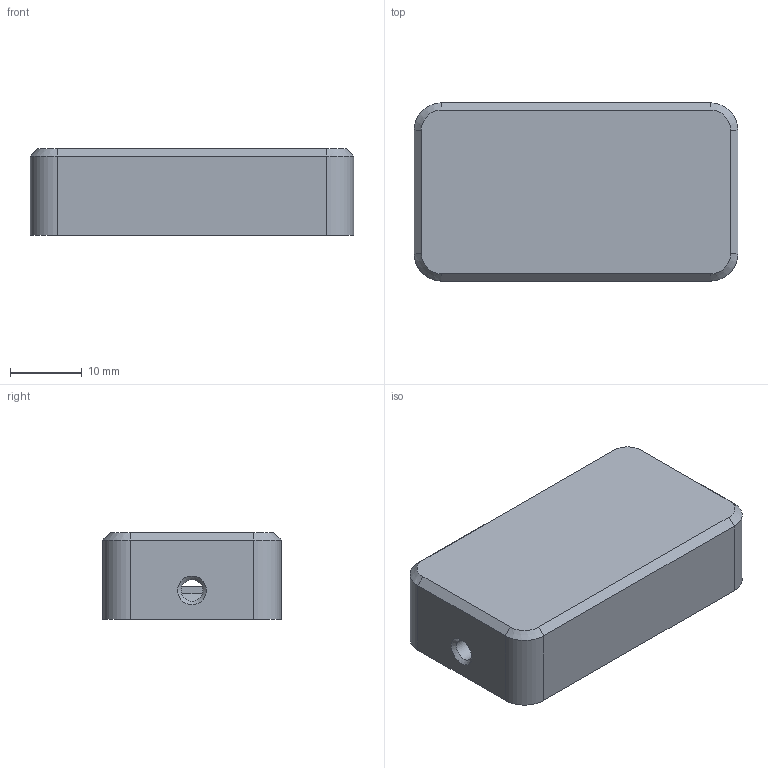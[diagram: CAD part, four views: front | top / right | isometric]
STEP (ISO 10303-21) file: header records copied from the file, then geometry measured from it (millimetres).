
FILE_DESCRIPTION(/* description */ (''),/* implementation_level */ '2;1');
FILE_NAME(/* name */ 'QMKeybox_Lower.step',/* time_stamp */ '2025-11-13T21:37:27Z',/* author */ (''),/* organization */ (''),/* preprocessor_version */ 'ST-DEVELOPER v20.1',/* originating_system */ 'Autodesk Translation Framework v14.21.0.0',/* authorisation */ '');
FILE_SCHEMA (('AUTOMOTIVE_DESIGN { 1 0 10303 214 3 1 1 }'));
Length unit declared in the file: millimetre
Products named in the file (1): Pro Micro USB-C Box
Bounding box: 45 x 24.75 x 12 mm (x, y, z)
Volume: 5742.7 mm3; surface area: 4854.2 mm2
Topology: 1 solids, 1 shells, 140 faces, 351 edges, 214 vertices
Faces by surface type: plane 59, cylinder 43, cone 38
Full cylindrical faces by diameter (mm): 3 x1
Entity records: 4229 total; most frequent: CARTESIAN_POINT 774, DIRECTION 737, ORIENTED_EDGE 702, EDGE_CURVE 351, AXIS2_PLACEMENT_3D 257, LINE 223, VECTOR 223, VERTEX_POINT 214
